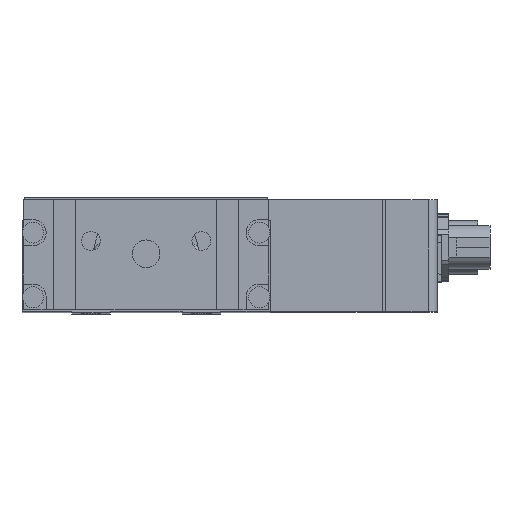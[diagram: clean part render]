
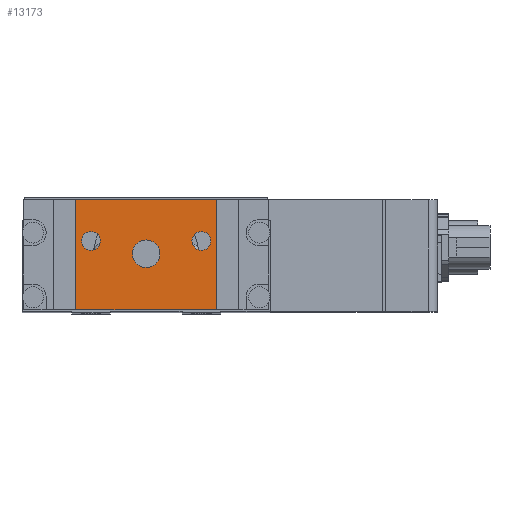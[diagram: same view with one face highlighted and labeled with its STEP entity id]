
A CAD part, top view. The second image highlights one B-rep face of the part: STEP entity #13173.
In plain terms, the highlighted planar face has unit normal (0, 0, 1).
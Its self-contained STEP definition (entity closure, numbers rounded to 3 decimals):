
#142 = LINE ( 'NONE', #16120, #21278 ) ;
#147 = CARTESIAN_POINT ( 'NONE',  ( -10., 2.33, 163.95 ) ) ;
#171 = CIRCLE ( 'NONE', #14333, 1.7 ) ;
#375 = CARTESIAN_POINT ( 'NONE',  ( 12.75, -10.17, 163.95 ) ) ;
#379 = DIRECTION ( 'NONE',  ( 0., 0., 1. ) ) ;
#432 = EDGE_LOOP ( 'NONE', ( #21769, #6064 ) ) ;
#1290 = VERTEX_POINT ( 'NONE', #13505 ) ;
#1305 = CIRCLE ( 'NONE', #17701, 1.7 ) ;
#1387 = AXIS2_PLACEMENT_3D ( 'NONE', #18590, #6470, #6721 ) ;
#1677 = ORIENTED_EDGE ( 'NONE', *, *, #18384, .F. ) ;
#1756 = EDGE_CURVE ( 'NONE', #16308, #4586, #171, .T. ) ;
#1789 = FACE_BOUND ( 'NONE', #17557, .T. ) ;
#2007 = PLANE ( 'NONE',  #22384 ) ;
#2130 = CIRCLE ( 'NONE', #11050, 1.7 ) ;
#2168 = EDGE_CURVE ( 'NONE', #13512, #15735, #1305, .T. ) ;
#2206 = CARTESIAN_POINT ( 'NONE',  ( 12.75, 9.83, 163.95 ) ) ;
#2437 = DIRECTION ( 'NONE',  ( 1., 0., 0. ) ) ;
#2635 = DIRECTION ( 'NONE',  ( 1., 0., 0. ) ) ;
#2976 = EDGE_CURVE ( 'NONE', #1290, #17541, #142, .T. ) ;
#3286 = DIRECTION ( 'NONE',  ( 0., 1., 0. ) ) ;
#3306 = EDGE_CURVE ( 'NONE', #13309, #1290, #6804, .T. ) ;
#4111 = DIRECTION ( 'NONE',  ( 1., 0., 0. ) ) ;
#4199 = VECTOR ( 'NONE', #3286, 1000. ) ;
#4586 = VERTEX_POINT ( 'NONE', #12149 ) ;
#4950 = ORIENTED_EDGE ( 'NONE', *, *, #5735, .F. ) ;
#5337 = EDGE_CURVE ( 'NONE', #15735, #13512, #22440, .T. ) ;
#5504 = ORIENTED_EDGE ( 'NONE', *, *, #5337, .F. ) ;
#5677 = LINE ( 'NONE', #11383, #10634 ) ;
#5735 = EDGE_CURVE ( 'NONE', #11561, #7389, #9116, .T. ) ;
#6064 = ORIENTED_EDGE ( 'NONE', *, *, #8572, .F. ) ;
#6087 = CARTESIAN_POINT ( 'NONE',  ( 10., 2.33, 163.95 ) ) ;
#6470 = DIRECTION ( 'NONE',  ( 0., 0., 1. ) ) ;
#6721 = DIRECTION ( 'NONE',  ( 1., 0., 0. ) ) ;
#6804 = LINE ( 'NONE', #2206, #4199 ) ;
#7226 = CARTESIAN_POINT ( 'NONE',  ( -10., 2.33, 163.95 ) ) ;
#7371 = CARTESIAN_POINT ( 'NONE',  ( -22.25, -10.17, 163.95 ) ) ;
#7389 = VERTEX_POINT ( 'NONE', #18429 ) ;
#7657 = DIRECTION ( 'NONE',  ( 0., 1., 0. ) ) ;
#7664 = EDGE_LOOP ( 'NONE', ( #4950, #1677 ) ) ;
#8572 = EDGE_CURVE ( 'NONE', #4586, #16308, #2130, .T. ) ;
#9116 = CIRCLE ( 'NONE', #22092, 2.5 ) ;
#9128 = DIRECTION ( 'NONE',  ( 0., 0., 1. ) ) ;
#9433 = VERTEX_POINT ( 'NONE', #14321 ) ;
#10127 = EDGE_CURVE ( 'NONE', #9433, #17541, #5677, .T. ) ;
#10634 = VECTOR ( 'NONE', #7657, 1000. ) ;
#10678 = DIRECTION ( 'NONE',  ( 1., 0., 0. ) ) ;
#10947 = ORIENTED_EDGE ( 'NONE', *, *, #3306, .T. ) ;
#11050 = AXIS2_PLACEMENT_3D ( 'NONE', #6087, #379, #4111 ) ;
#11290 = DIRECTION ( 'NONE',  ( 1., 0., 0. ) ) ;
#11383 = CARTESIAN_POINT ( 'NONE',  ( -12.75, 9.83, 163.95 ) ) ;
#11494 = EDGE_LOOP ( 'NONE', ( #10947, #13449, #20365, #22679 ) ) ;
#11561 = VERTEX_POINT ( 'NONE', #23043 ) ;
#11676 = AXIS2_PLACEMENT_3D ( 'NONE', #147, #19609, #10678 ) ;
#12149 = CARTESIAN_POINT ( 'NONE',  ( 11.7, 2.33, 163.95 ) ) ;
#12447 = DIRECTION ( 'NONE',  ( 0., 0., 1. ) ) ;
#12545 = EDGE_CURVE ( 'NONE', #9433, #13309, #14579, .T. ) ;
#13173 = ADVANCED_FACE ( 'NONE', ( #17972, #14257, #1789, #14155 ), #2007, .T. ) ;
#13248 = CARTESIAN_POINT ( 'NONE',  ( 10., 2.33, 163.95 ) ) ;
#13309 = VERTEX_POINT ( 'NONE', #375 ) ;
#13449 = ORIENTED_EDGE ( 'NONE', *, *, #2976, .T. ) ;
#13505 = CARTESIAN_POINT ( 'NONE',  ( 12.75, 9.83, 163.95 ) ) ;
#13512 = VERTEX_POINT ( 'NONE', #21231 ) ;
#14106 = DIRECTION ( 'NONE',  ( 1., 0., 0. ) ) ;
#14155 = FACE_BOUND ( 'NONE', #7664, .T. ) ;
#14257 = FACE_OUTER_BOUND ( 'NONE', #11494, .T. ) ;
#14321 = CARTESIAN_POINT ( 'NONE',  ( -12.75, -10.17, 163.95 ) ) ;
#14333 = AXIS2_PLACEMENT_3D ( 'NONE', #13248, #18609, #2635 ) ;
#14337 = CARTESIAN_POINT ( 'NONE',  ( 8.3, 2.33, 163.95 ) ) ;
#14579 = LINE ( 'NONE', #7371, #16326 ) ;
#15721 = ORIENTED_EDGE ( 'NONE', *, *, #2168, .F. ) ;
#15735 = VERTEX_POINT ( 'NONE', #18675 ) ;
#16004 = DIRECTION ( 'NONE',  ( 1., 0., 0. ) ) ;
#16120 = CARTESIAN_POINT ( 'NONE',  ( -22.25, 9.83, 163.95 ) ) ;
#16308 = VERTEX_POINT ( 'NONE', #14337 ) ;
#16326 = VECTOR ( 'NONE', #11290, 1000. ) ;
#17044 = CIRCLE ( 'NONE', #1387, 2.5 ) ;
#17541 = VERTEX_POINT ( 'NONE', #21813 ) ;
#17557 = EDGE_LOOP ( 'NONE', ( #5504, #15721 ) ) ;
#17701 = AXIS2_PLACEMENT_3D ( 'NONE', #7226, #12447, #14106 ) ;
#17972 = FACE_BOUND ( 'NONE', #432, .T. ) ;
#18384 = EDGE_CURVE ( 'NONE', #7389, #11561, #17044, .T. ) ;
#18402 = DIRECTION ( 'NONE',  ( 0., 0., 1. ) ) ;
#18429 = CARTESIAN_POINT ( 'NONE',  ( -2.5, 0., 163.95 ) ) ;
#18590 = CARTESIAN_POINT ( 'NONE',  ( 0., 0., 163.95 ) ) ;
#18609 = DIRECTION ( 'NONE',  ( 0., 0., 1. ) ) ;
#18675 = CARTESIAN_POINT ( 'NONE',  ( -11.7, 2.33, 163.95 ) ) ;
#19609 = DIRECTION ( 'NONE',  ( 0., 0., 1. ) ) ;
#20365 = ORIENTED_EDGE ( 'NONE', *, *, #10127, .F. ) ;
#21126 = DIRECTION ( 'NONE',  ( -1., 0., 0. ) ) ;
#21231 = CARTESIAN_POINT ( 'NONE',  ( -8.3, 2.33, 163.95 ) ) ;
#21278 = VECTOR ( 'NONE', #21126, 1000. ) ;
#21769 = ORIENTED_EDGE ( 'NONE', *, *, #1756, .F. ) ;
#21813 = CARTESIAN_POINT ( 'NONE',  ( -12.75, 9.83, 163.95 ) ) ;
#22092 = AXIS2_PLACEMENT_3D ( 'NONE', #22101, #18402, #2437 ) ;
#22101 = CARTESIAN_POINT ( 'NONE',  ( 0., 0., 163.95 ) ) ;
#22384 = AXIS2_PLACEMENT_3D ( 'NONE', #22841, #9128, #16004 ) ;
#22440 = CIRCLE ( 'NONE', #11676, 1.7 ) ;
#22679 = ORIENTED_EDGE ( 'NONE', *, *, #12545, .T. ) ;
#22841 = CARTESIAN_POINT ( 'NONE',  ( 0., 0., 163.95 ) ) ;
#23043 = CARTESIAN_POINT ( 'NONE',  ( 2.5, 0., 163.95 ) ) ;
